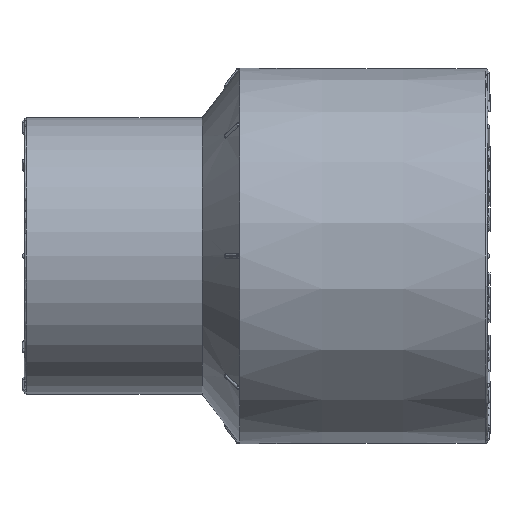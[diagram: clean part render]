
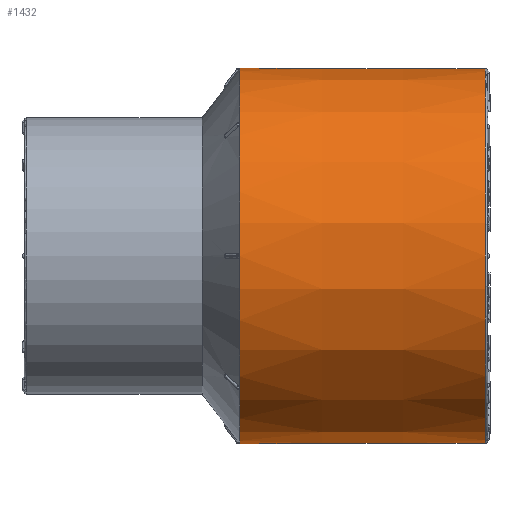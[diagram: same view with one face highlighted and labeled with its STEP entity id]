
A CAD part, left-side view. The second image highlights one B-rep face of the part: STEP entity #1432.
In plain terms, the highlighted conical face has half-angle 0.108 degrees and reference radius 20 mm.
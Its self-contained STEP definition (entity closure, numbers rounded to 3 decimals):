
#1411=CONICAL_SURFACE('',#23070,20.,0.108);
#1432=ADVANCED_FACE('',(#6335,#6336),#1411,.T.);
#6098=CIRCLE('',#22977,20.05);
#6177=CIRCLE('',#23069,20.);
#6335=FACE_BOUND('',#6436,.T.);
#6336=FACE_BOUND('',#6437,.T.);
#6436=EDGE_LOOP('',(#8747));
#6437=EDGE_LOOP('',(#8748));
#8747=ORIENTED_EDGE('',*,*,#17937,.T.);
#8748=ORIENTED_EDGE('',*,*,#18213,.T.);
#15577=VERTEX_POINT('',#33115);
#15827=VERTEX_POINT('',#34783);
#17937=EDGE_CURVE('',#15577,#15577,#6098,.T.);
#18213=EDGE_CURVE('',#15827,#15827,#6177,.T.);
#22977=AXIS2_PLACEMENT_3D('',#33114,#24468,#24469);
#23069=AXIS2_PLACEMENT_3D('',#34782,#24680,#24681);
#23070=AXIS2_PLACEMENT_3D('',#34784,#24682,#24683);
#24468=DIRECTION('',(0.,-1.,0.));
#24469=DIRECTION('',(0.,0.,-1.));
#24680=DIRECTION('',(0.,1.,0.));
#24681=DIRECTION('',(0.,0.,-1.));
#24682=DIRECTION('',(0.,1.,0.));
#24683=DIRECTION('',(0.,0.,1.));
#33114=CARTESIAN_POINT('',(6554.86,328.781,0.));
#33115=CARTESIAN_POINT('',(6554.86,328.781,-20.05));
#34782=CARTESIAN_POINT('',(6554.86,302.528,0.));
#34783=CARTESIAN_POINT('',(6554.86,302.528,-20.));
#34784=CARTESIAN_POINT('',(6554.86,302.278,0.));
